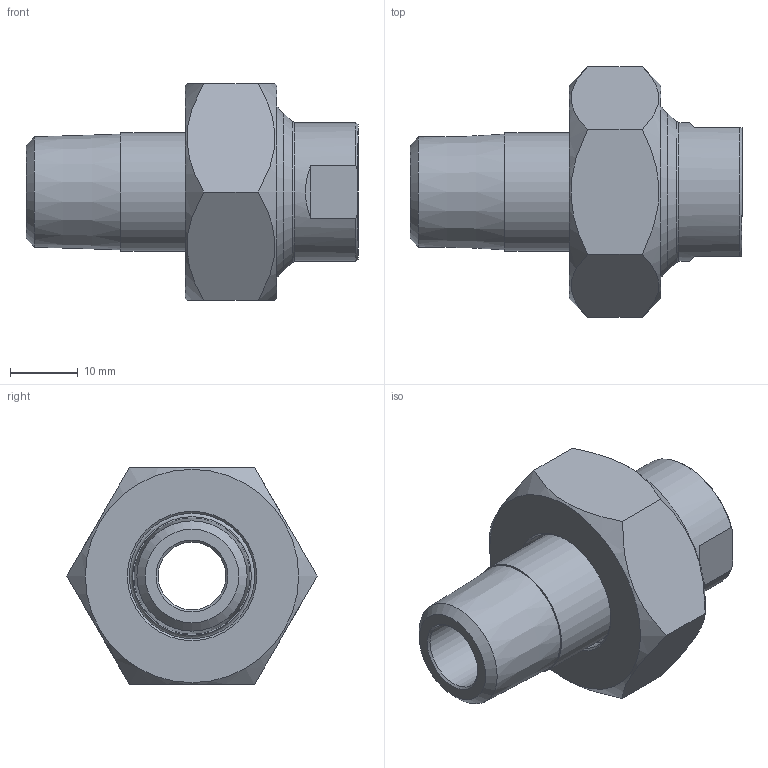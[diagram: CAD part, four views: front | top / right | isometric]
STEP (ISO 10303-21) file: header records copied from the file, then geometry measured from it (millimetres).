
FILE_DESCRIPTION(/* description */ (''),/* implementation_level */ '2;1');
FILE_NAME(/* name */ '3D_R666-U-DN10-DN20-DN10_171130130.stp',/* time_stamp */ '2021-07-06T08:34:28+02:00',/* author */ ('cad'),/* organization */ (''),/* preprocessor_version */ 'ST-DEVELOPER v18.1',/* originating_system */ 'Autodesk Inventor 2022',/* authorisation */ '');
FILE_SCHEMA (('AUTOMOTIVE_DESIGN { 1 0 10303 214 3 1 1 }'));
Length unit declared in the file: millimetre
Products named in the file (4): 3D_R666-U-DN10-DN20-DN10_171130130; 3D_R666-M-DN20_17113920; 3D_R666-G-DN10-DN20_17113515; 3D_R666-UE-DN10-DN20_17113215
Assembly tree (3 placements, depth 2):
  3D_R666-U-DN10-DN20-DN10_171130130
    3D_R666-M-DN20_17113920
    3D_R666-G-DN10-DN20_17113515
    3D_R666-UE-DN10-DN20_17113215
Bounding box: 49 x 36.95 x 32 mm (x, y, z)
Volume: 15387.4 mm3; surface area: 9307.4 mm2
Topology: 3 solids, 3 shells, 48 faces, 112 edges, 73 vertices
Faces by surface type: plane 19, cone 18, cylinder 8, torus 3
Full cylindrical faces by diameter (mm): 10 x1, 14.95 x1, 17.5 x1, 18.5 x1, 20.5 x1, 23.5 x1, 24.117 x1, 26.4 x1
Entity records: 1533 total; most frequent: CARTESIAN_POINT 272, DIRECTION 264, ORIENTED_EDGE 224, AXIS2_PLACEMENT_3D 113, EDGE_CURVE 112, VERTEX_POINT 73, EDGE_LOOP 57, CIRCLE 56
